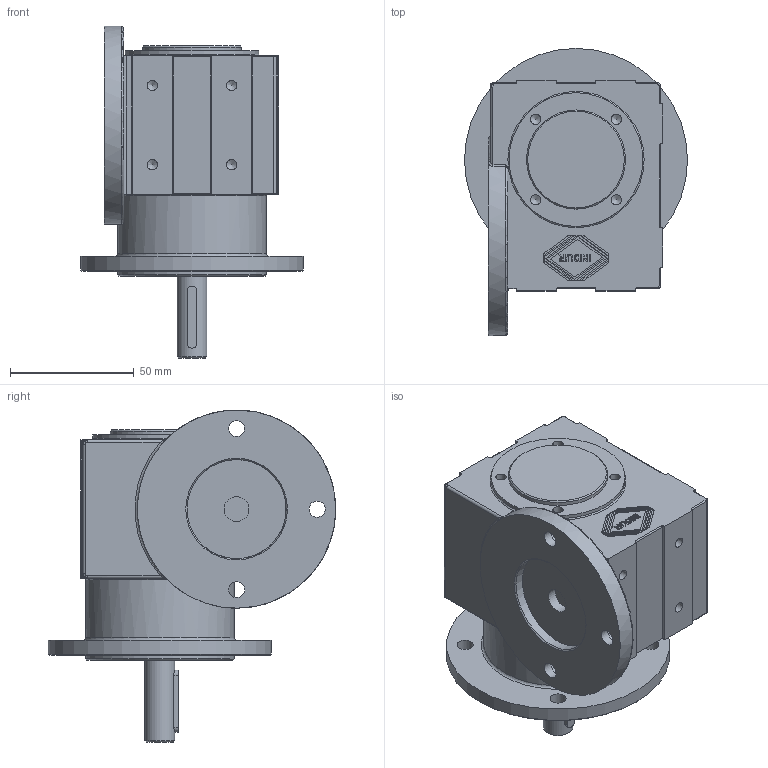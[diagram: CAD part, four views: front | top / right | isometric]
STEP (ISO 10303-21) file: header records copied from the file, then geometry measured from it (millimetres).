
FILE_DESCRIPTION((''),'2;1');
FILE_NAME('A31_B51F90_M1.ipt.stp','2010-03-02T08:43:46',('INDUR'),(''),'Autodesk Inventor 2010','Autodesk Inventor 2010','');
FILE_SCHEMA(('CONFIG_CONTROL_DESIGN'));
Length unit declared in the file: millimetre
Products named in the file (1): A31_B51F90_M1
Bounding box: 90 x 116 x 134 mm (x, y, z)
Volume: 452665 mm3; surface area: 52963.4 mm2
Topology: 1 solids, 1 shells, 470 faces, 1260 edges, 820 vertices
Faces by surface type: plane 231, bspline 134, cylinder 89, cone 11, torus 5
Full cylindrical faces by diameter (mm): 4.134 x4, 10 x1, 12 x1, 20 x1, 35 x1, 40 x2, 54 x1, 60 x2, 90 x1
Entity records: 17409 total; most frequent: CARTESIAN_POINT 6384, ORIENTED_EDGE 2328, DIRECTION 1966, EDGE_CURVE 1164, VERTEX_POINT 786, VECTOR 742, LINE 742, AXIS2_PLACEMENT_3D 612
